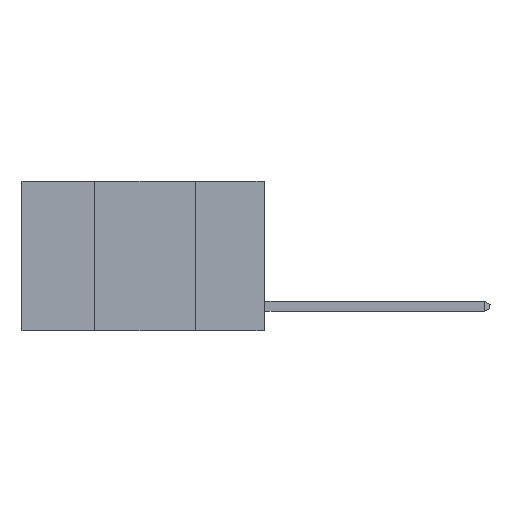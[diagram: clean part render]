
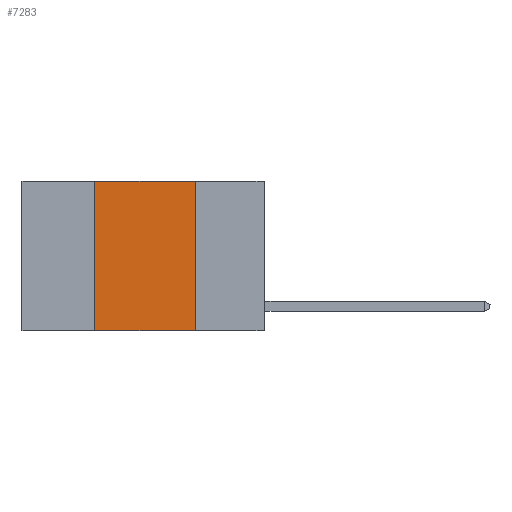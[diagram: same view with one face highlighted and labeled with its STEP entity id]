
A CAD part, left-side view. The second image highlights one B-rep face of the part: STEP entity #7283.
In plain terms, the highlighted planar face has unit normal (-1, 0, 0).
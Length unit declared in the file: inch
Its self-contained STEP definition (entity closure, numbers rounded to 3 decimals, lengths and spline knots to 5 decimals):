
#396 = VERTEX_POINT ( 'NONE', #13947 ) ;
#830 = ORIENTED_EDGE ( 'NONE', *, *, #5123, .F. ) ;
#966 = LINE ( 'NONE', #2645, #13011 ) ;
#1900 = CARTESIAN_POINT ( 'NONE',  ( 0., 0.42, -0.37 ) ) ;
#2645 = CARTESIAN_POINT ( 'NONE',  ( 0., 0.6, 0. ) ) ;
#3344 = CARTESIAN_POINT ( 'NONE',  ( 0., 0.6, 0. ) ) ;
#3738 = CARTESIAN_POINT ( 'NONE',  ( 0., 0.42, 0. ) ) ;
#4042 = ORIENTED_EDGE ( 'NONE', *, *, #14072, .F. ) ;
#4357 = VERTEX_POINT ( 'NONE', #10923 ) ;
#4420 = ORIENTED_EDGE ( 'NONE', *, *, #8798, .T. ) ;
#4664 = VECTOR ( 'NONE', #11409, 39.37008 ) ;
#5123 = EDGE_CURVE ( 'NONE', #14009, #396, #10109, .T. ) ;
#5701 = DIRECTION ( 'NONE',  ( 0., 0., -1. ) ) ;
#6686 = LINE ( 'NONE', #3738, #9081 ) ;
#7050 = EDGE_LOOP ( 'NONE', ( #830, #4042, #10230, #4420 ) ) ;
#7283 = ADVANCED_FACE ( 'NONE', ( #7541 ), #11468, .F. ) ;
#7541 = FACE_OUTER_BOUND ( 'NONE', #7050, .T. ) ;
#7771 = CARTESIAN_POINT ( 'NONE',  ( 0., 0.6, -0.37 ) ) ;
#8005 = VECTOR ( 'NONE', #14569, 39.37008 ) ;
#8798 = EDGE_CURVE ( 'NONE', #14331, #396, #14047, .T. ) ;
#9081 = VECTOR ( 'NONE', #10695, 39.37008 ) ;
#10109 = LINE ( 'NONE', #10249, #4664 ) ;
#10230 = ORIENTED_EDGE ( 'NONE', *, *, #15060, .F. ) ;
#10249 = CARTESIAN_POINT ( 'NONE',  ( 0., 0.17, 0. ) ) ;
#10695 = DIRECTION ( 'NONE',  ( 0., 0., 1. ) ) ;
#10923 = CARTESIAN_POINT ( 'NONE',  ( 0., 0.42, 0. ) ) ;
#11409 = DIRECTION ( 'NONE',  ( 0., 0., -1. ) ) ;
#11468 = PLANE ( 'NONE',  #11545 ) ;
#11545 = AXIS2_PLACEMENT_3D ( 'NONE', #3344, #12609, #5701 ) ;
#11944 = DIRECTION ( 'NONE',  ( 0., -1., 0. ) ) ;
#12609 = DIRECTION ( 'NONE',  ( 1., 0., 0. ) ) ;
#13011 = VECTOR ( 'NONE', #11944, 39.37008 ) ;
#13947 = CARTESIAN_POINT ( 'NONE',  ( 0., 0.17, -0.37 ) ) ;
#14009 = VERTEX_POINT ( 'NONE', #14058 ) ;
#14047 = LINE ( 'NONE', #7771, #8005 ) ;
#14058 = CARTESIAN_POINT ( 'NONE',  ( 0., 0.17, 0. ) ) ;
#14072 = EDGE_CURVE ( 'NONE', #4357, #14009, #966, .T. ) ;
#14331 = VERTEX_POINT ( 'NONE', #1900 ) ;
#14569 = DIRECTION ( 'NONE',  ( 0., -1., 0. ) ) ;
#15060 = EDGE_CURVE ( 'NONE', #14331, #4357, #6686, .T. ) ;
